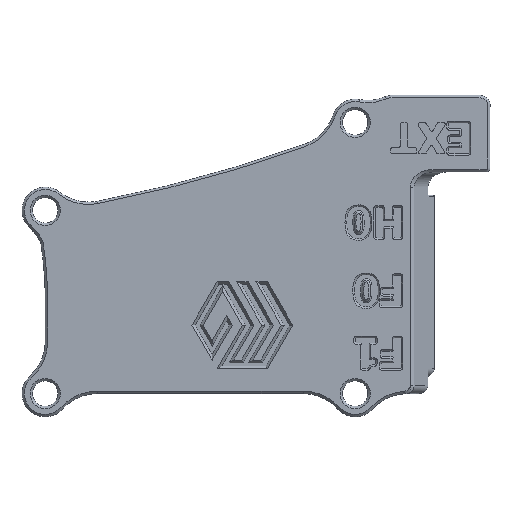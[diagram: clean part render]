
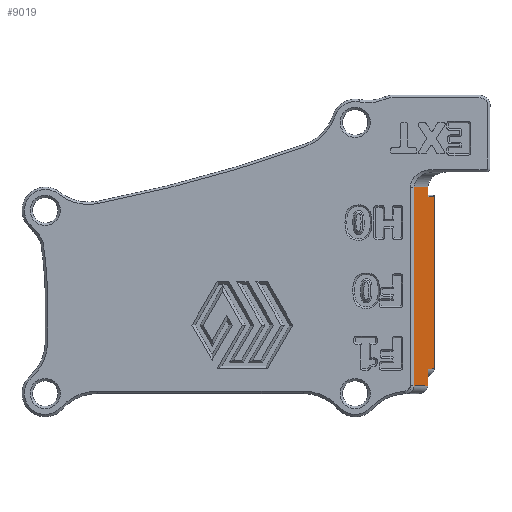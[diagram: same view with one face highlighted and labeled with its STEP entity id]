
A CAD part, top view. The second image highlights one B-rep face of the part: STEP entity #9019.
In plain terms, the highlighted planar face has unit normal (0.819, 0, 0.574).
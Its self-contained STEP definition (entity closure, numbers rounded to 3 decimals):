
#1264=FACE_OUTER_BOUND('',#1841,.T.);
#1841=EDGE_LOOP('',(#7769,#7770,#7771,#7772,#7773,#7774,#7775,#7776));
#2544=LINE('',#16406,#3369);
#2550=LINE('',#16482,#3375);
#2567=LINE('',#16610,#3392);
#2613=LINE('',#16897,#3438);
#2629=LINE('',#17000,#3454);
#2630=LINE('',#17002,#3455);
#2631=LINE('',#17004,#3456);
#2632=LINE('',#17005,#3457);
#3369=VECTOR('',#11557,1.2);
#3375=VECTOR('',#11571,3.162);
#3392=VECTOR('',#11646,1.393);
#3438=VECTOR('',#11812,25.6);
#3454=VECTOR('',#11868,3.102);
#3455=VECTOR('',#11869,2.2);
#3456=VECTOR('',#11870,1.453);
#3457=VECTOR('',#11871,22.2);
#4254=VERTEX_POINT('',#16402);
#4255=VERTEX_POINT('',#16404);
#4262=VERTEX_POINT('',#16474);
#4272=VERTEX_POINT('',#16609);
#4322=VERTEX_POINT('',#16895);
#4333=VERTEX_POINT('',#16999);
#4334=VERTEX_POINT('',#17001);
#4335=VERTEX_POINT('',#17003);
#5372=EDGE_CURVE('',#4255,#4254,#2544,.T.);
#5384=EDGE_CURVE('',#4262,#4255,#2550,.T.);
#5405=EDGE_CURVE('',#4254,#4272,#2567,.T.);
#5490=EDGE_CURVE('',#4322,#4262,#2613,.T.);
#5515=EDGE_CURVE('',#4333,#4322,#2629,.T.);
#5516=EDGE_CURVE('',#4334,#4333,#2630,.T.);
#5517=EDGE_CURVE('',#4334,#4335,#2631,.T.);
#5518=EDGE_CURVE('',#4272,#4335,#2632,.T.);
#7769=ORIENTED_EDGE('',*,*,#5372,.F.);
#7770=ORIENTED_EDGE('',*,*,#5384,.F.);
#7771=ORIENTED_EDGE('',*,*,#5490,.F.);
#7772=ORIENTED_EDGE('',*,*,#5515,.F.);
#7773=ORIENTED_EDGE('',*,*,#5516,.F.);
#7774=ORIENTED_EDGE('',*,*,#5517,.T.);
#7775=ORIENTED_EDGE('',*,*,#5518,.F.);
#7776=ORIENTED_EDGE('',*,*,#5405,.F.);
#8553=PLANE('',#9796);
#9019=ADVANCED_FACE('',(#1264),#8553,.T.);
#9796=AXIS2_PLACEMENT_3D('',#16998,#11866,#11867);
#11557=DIRECTION('',(0.,-1.,0.));
#11571=DIRECTION('',(0.574,0.,-0.819));
#11646=DIRECTION('',(0.574,0.,-0.819));
#11812=DIRECTION('',(0.,1.,0.));
#11866=DIRECTION('center_axis',(0.819,0.,
0.574));
#11867=DIRECTION('ref_axis',(0.,1.,0.));
#11868=DIRECTION('',(-0.574,0.,0.819));
#11869=DIRECTION('',(0.,-1.,0.));
#11870=DIRECTION('',(0.574,0.,-0.819));
#11871=DIRECTION('',(0.,-1.,0.));
#16402=CARTESIAN_POINT('',(22.636,24.082,0.164));
#16404=CARTESIAN_POINT('',(22.636,25.282,0.164));
#16406=CARTESIAN_POINT('',(22.636,17.767,0.164));
#16474=CARTESIAN_POINT('',(20.822,25.282,2.754));
#16482=CARTESIAN_POINT('',(22.947,25.282,-0.28));
#16609=CARTESIAN_POINT('',(23.435,24.082,-0.977));
#16610=CARTESIAN_POINT('',(22.618,24.082,0.189));
#16895=CARTESIAN_POINT('',(20.822,-0.318,2.754));
#16897=CARTESIAN_POINT('',(20.822,6.819,2.754));
#16998=CARTESIAN_POINT('Origin',(22.89,-1.318,-0.199));
#16999=CARTESIAN_POINT('',(22.602,-0.318,0.213));
#17000=CARTESIAN_POINT('',(22.359,-0.318,0.559));
#17001=CARTESIAN_POINT('',(22.602,1.882,0.213));
#17002=CARTESIAN_POINT('',(22.602,17.767,0.213));
#17003=CARTESIAN_POINT('',(23.435,1.882,-0.977));
#17004=CARTESIAN_POINT('',(22.947,1.882,-0.28));
#17005=CARTESIAN_POINT('',(23.435,0.253,-0.977));
